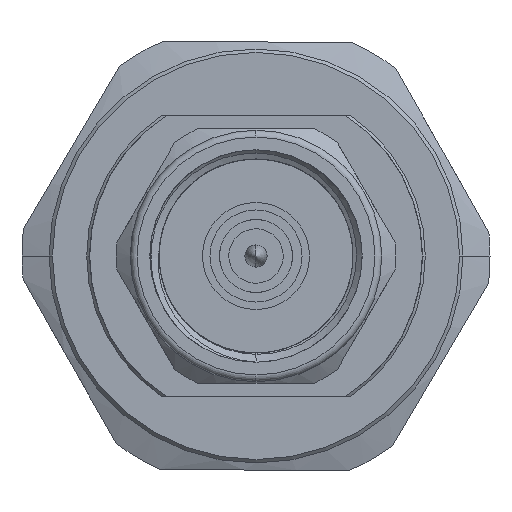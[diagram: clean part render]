
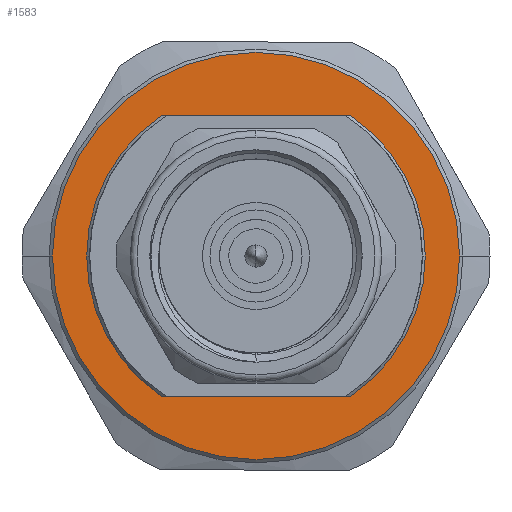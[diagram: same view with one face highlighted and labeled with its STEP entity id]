
A CAD part, left-side view. The second image highlights one B-rep face of the part: STEP entity #1583.
In plain terms, the highlighted face is planar.
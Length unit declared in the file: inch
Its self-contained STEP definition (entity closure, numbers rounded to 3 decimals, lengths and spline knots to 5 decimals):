
#85 = CARTESIAN_POINT ( 'NONE',  ( 0.30386, 0., 0. ) ) ;
#101 = EDGE_CURVE ( 'NONE', #390, #2406, #10069, .T. ) ;
#390 = VERTEX_POINT ( 'NONE', #6735 ) ;
#670 = DIRECTION ( 'NONE',  ( 0., 0., -1. ) ) ;
#792 = CARTESIAN_POINT ( 'NONE',  ( 0.30386, 0., 0.599 ) ) ;
#886 = LINE ( 'NONE', #4034, #6499 ) ;
#1195 = CIRCLE ( 'NONE', #1849, 0.48938 ) ;
#1230 = DIRECTION ( 'NONE',  ( 1., 0., 0. ) ) ;
#1569 = CIRCLE ( 'NONE', #9307, 0.599 ) ;
#1583 = ADVANCED_FACE ( 'NONE', ( #2919, #5961 ), #9258, .T. ) ;
#1771 = ORIENTED_EDGE ( 'NONE', *, *, #9144, .F. ) ;
#1849 = AXIS2_PLACEMENT_3D ( 'NONE', #3309, #6463, #3949 ) ;
#1942 = CARTESIAN_POINT ( 'NONE',  ( 0.30386, 0., -0.599 ) ) ;
#2073 = VERTEX_POINT ( 'NONE', #6825 ) ;
#2115 = CARTESIAN_POINT ( 'NONE',  ( 0.30386, 0., 0. ) ) ;
#2251 = ORIENTED_EDGE ( 'NONE', *, *, #101, .F. ) ;
#2319 = EDGE_LOOP ( 'NONE', ( #7325, #6388 ) ) ;
#2406 = VERTEX_POINT ( 'NONE', #5477 ) ;
#2429 = DIRECTION ( 'NONE',  ( 1., 0., 0. ) ) ;
#2552 = VERTEX_POINT ( 'NONE', #4306 ) ;
#2825 = AXIS2_PLACEMENT_3D ( 'NONE', #2115, #6898, #670 ) ;
#2919 = FACE_OUTER_BOUND ( 'NONE', #2319, .T. ) ;
#3094 = CARTESIAN_POINT ( 'NONE',  ( 0.30386, 0., 0. ) ) ;
#3119 = CARTESIAN_POINT ( 'NONE',  ( 0.30386, 0.41339, -0.33607 ) ) ;
#3309 = CARTESIAN_POINT ( 'NONE',  ( 0.30386, 0., 0. ) ) ;
#3482 = DIRECTION ( 'NONE',  ( 0., 0., -1. ) ) ;
#3935 = DIRECTION ( 'NONE',  ( 0., 0., -1. ) ) ;
#3949 = DIRECTION ( 'NONE',  ( 0., 0., -1. ) ) ;
#4034 = CARTESIAN_POINT ( 'NONE',  ( 0.30386, -0.41339, -0.33607 ) ) ;
#4164 = DIRECTION ( 'NONE',  ( 0., 0., -1. ) ) ;
#4236 = VERTEX_POINT ( 'NONE', #4922 ) ;
#4306 = CARTESIAN_POINT ( 'NONE',  ( 0.30386, 0.41339, 0.26193 ) ) ;
#4594 = DIRECTION ( 'NONE',  ( 0., 0., -1. ) ) ;
#4704 = ORIENTED_EDGE ( 'NONE', *, *, #6298, .F. ) ;
#4922 = CARTESIAN_POINT ( 'NONE',  ( 0.30386, -0.41339, 0.26193 ) ) ;
#5477 = CARTESIAN_POINT ( 'NONE',  ( 0.30386, 0., -0.48938 ) ) ;
#5542 = CIRCLE ( 'NONE', #8506, 0.599 ) ;
#5618 = DIRECTION ( 'NONE',  ( 0., 0., -1. ) ) ;
#5821 = ORIENTED_EDGE ( 'NONE', *, *, #8400, .T. ) ;
#5961 = FACE_BOUND ( 'NONE', #9821, .T. ) ;
#6114 = DIRECTION ( 'NONE',  ( 1., 0., 0. ) ) ;
#6291 = EDGE_CURVE ( 'NONE', #4236, #390, #886, .T. ) ;
#6298 = EDGE_CURVE ( 'NONE', #2552, #4236, #6828, .T. ) ;
#6388 = ORIENTED_EDGE ( 'NONE', *, *, #7372, .T. ) ;
#6463 = DIRECTION ( 'NONE',  ( 1., 0., 0. ) ) ;
#6475 = LINE ( 'NONE', #3119, #8845 ) ;
#6499 = VECTOR ( 'NONE', #5618, 39.37008 ) ;
#6735 = CARTESIAN_POINT ( 'NONE',  ( 0.30386, -0.41339, -0.26193 ) ) ;
#6825 = CARTESIAN_POINT ( 'NONE',  ( 0.30386, 0.41339, -0.26193 ) ) ;
#6828 = CIRCLE ( 'NONE', #8304, 0.48938 ) ;
#6867 = EDGE_CURVE ( 'NONE', #9424, #8583, #1569, .T. ) ;
#6898 = DIRECTION ( 'NONE',  ( 1., 0., 0. ) ) ;
#6954 = DIRECTION ( 'NONE',  ( 1., 0., 0. ) ) ;
#7053 = AXIS2_PLACEMENT_3D ( 'NONE', #10032, #6114, #9211 ) ;
#7325 = ORIENTED_EDGE ( 'NONE', *, *, #6867, .T. ) ;
#7372 = EDGE_CURVE ( 'NONE', #8583, #9424, #5542, .T. ) ;
#7441 = ORIENTED_EDGE ( 'NONE', *, *, #6291, .F. ) ;
#8304 = AXIS2_PLACEMENT_3D ( 'NONE', #3094, #2429, #3935 ) ;
#8400 = EDGE_CURVE ( 'NONE', #2552, #2073, #6475, .T. ) ;
#8506 = AXIS2_PLACEMENT_3D ( 'NONE', #85, #1230, #3482 ) ;
#8583 = VERTEX_POINT ( 'NONE', #1942 ) ;
#8845 = VECTOR ( 'NONE', #4164, 39.37008 ) ;
#9144 = EDGE_CURVE ( 'NONE', #2406, #2073, #1195, .T. ) ;
#9211 = DIRECTION ( 'NONE',  ( 0., 0., -1. ) ) ;
#9258 = PLANE ( 'NONE',  #7053 ) ;
#9307 = AXIS2_PLACEMENT_3D ( 'NONE', #9419, #6954, #4594 ) ;
#9419 = CARTESIAN_POINT ( 'NONE',  ( 0.30386, 0., 0. ) ) ;
#9424 = VERTEX_POINT ( 'NONE', #792 ) ;
#9821 = EDGE_LOOP ( 'NONE', ( #4704, #5821, #1771, #2251, #7441 ) ) ;
#10032 = CARTESIAN_POINT ( 'NONE',  ( 0.30386, 0., -0.48938 ) ) ;
#10069 = CIRCLE ( 'NONE', #2825, 0.48938 ) ;
